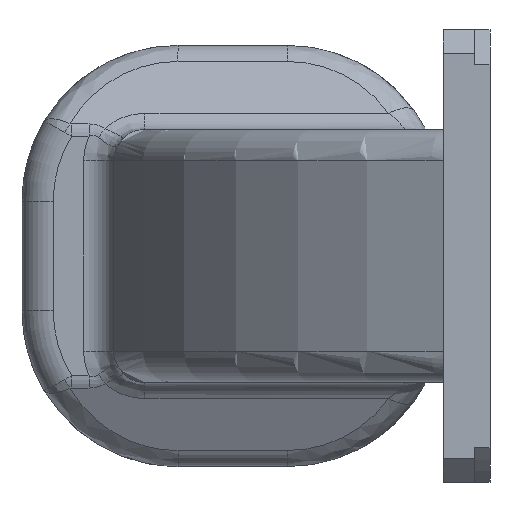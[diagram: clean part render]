
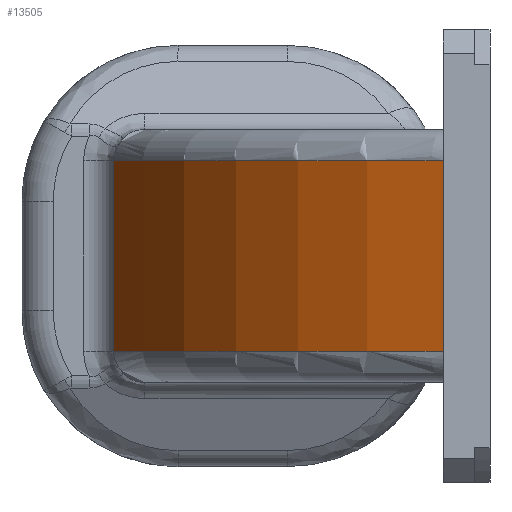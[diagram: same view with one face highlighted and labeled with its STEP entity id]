
A CAD part, left-side view. The second image highlights one B-rep face of the part: STEP entity #13505.
In plain terms, the highlighted cylindrical face has radius 34.5 mm (diameter 69 mm), a partial arc.
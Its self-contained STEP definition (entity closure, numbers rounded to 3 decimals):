
#3144=DIRECTION('',(0.,0.,1.));
#3145=VECTOR('',#3144,12.2);
#3146=CARTESIAN_POINT('',(-17.44,23.126,
-6.1));
#3147=LINE('1118',#3146,#3145);
#3148=CARTESIAN_POINT('',(-7.8,-10.,6.1));
#3149=DIRECTION('',(0.,0.,1.));
#3150=DIRECTION('',(-0.279,0.96,0.));
#3151=AXIS2_PLACEMENT_3D('',#3148,#3149,#3150);
#3153=DIRECTION('',(0.,0.,1.));
#3154=VECTOR('',#3153,12.2);
#3155=CARTESIAN_POINT('',(-40.146,2.,-6.1));
#3156=LINE('1115',#3155,#3154);
#3157=CARTESIAN_POINT('',(-7.8,-10.,-6.1));
#3158=DIRECTION('',(0.,0.,-1.));
#3159=DIRECTION('',(-0.938,0.348,0.));
#3160=AXIS2_PLACEMENT_3D('',#3157,#3158,#3159);
#7540=CARTESIAN_POINT('',(-40.146,2.,-6.1));
#7541=CARTESIAN_POINT('',(-40.146,2.,6.1));
#7542=VERTEX_POINT('',#7540);
#7543=VERTEX_POINT('',#7541);
#7546=CARTESIAN_POINT('',(-17.44,23.126,
-6.1));
#7547=CARTESIAN_POINT('',(-17.44,23.126,6.1));
#7548=VERTEX_POINT('',#7546);
#7549=VERTEX_POINT('',#7547);
#13493=CARTESIAN_POINT('',(-7.8,-10.,-8.1));
#13494=DIRECTION('',(0.,0.,1.));
#13495=DIRECTION('',(1.,0.,0.));
#13496=AXIS2_PLACEMENT_3D('',#13493,#13494,#13495);
#13497=CYLINDRICAL_SURFACE('294',#13496,34.5);
#13498=ORIENTED_EDGE('1118',*,*,#13477,.T.);
#13499=ORIENTED_EDGE('1122',*,*,#13312,.T.);
#13500=ORIENTED_EDGE('1115',*,*,#9500,.F.);
#13502=ORIENTED_EDGE('1120',*,*,#13501,.T.);
#13503=EDGE_LOOP('294',(#13498,#13499,#13500,#13502));
#13504=FACE_OUTER_BOUND('294',#13503,.F.);
#3152=CIRCLE('1122',#3151,34.5);
#3161=CIRCLE('1120',#3160,34.5);
#9500=EDGE_CURVE('1115',#7542,#7543,#3156,.T.);
#13312=EDGE_CURVE('1122',#7549,#7543,#3152,.T.);
#13477=EDGE_CURVE('1118',#7548,#7549,#3147,.T.);
#13501=EDGE_CURVE('1120',#7542,#7548,#3161,.T.);
#13505=ADVANCED_FACE('294',(#13504),#13497,.T.);
